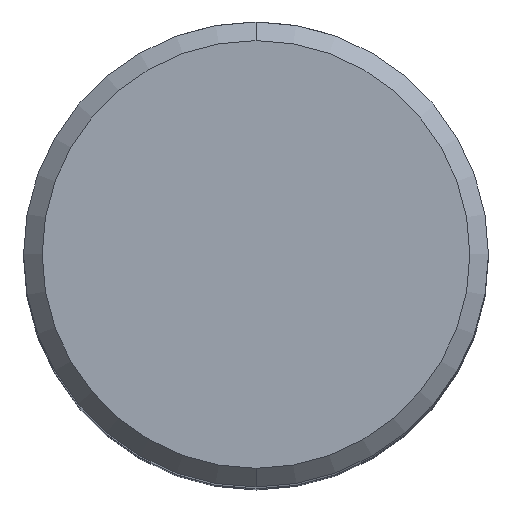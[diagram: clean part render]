
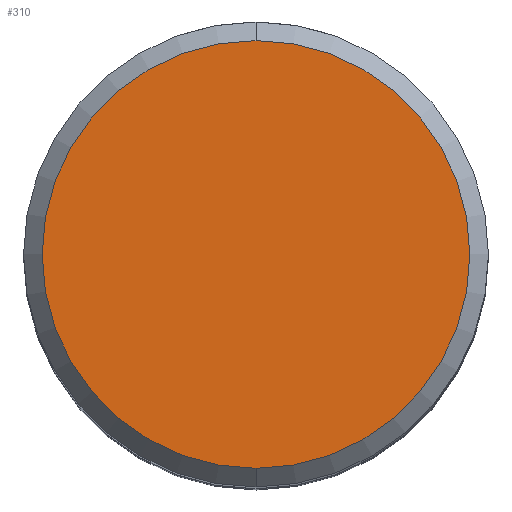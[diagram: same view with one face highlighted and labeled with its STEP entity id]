
A CAD part, top view. The second image highlights one B-rep face of the part: STEP entity #310.
In plain terms, the highlighted planar face has unit normal (0, 0, 1).
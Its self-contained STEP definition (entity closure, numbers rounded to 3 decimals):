
#304=EDGE_CURVE('',#492,#368,#682,.T.);
#310=ADVANCED_FACE('',(#688),#689,.T.);
#368=VERTEX_POINT('',#753);
#476=EDGE_CURVE('',#368,#492,#872,.T.);
#492=VERTEX_POINT('',#892);
#682=CIRCLE('',#1207,11.5);
#688=FACE_OUTER_BOUND('',#1215,.T.);
#689=PLANE('',#1216);
#753=CARTESIAN_POINT('',(0.0,11.5,0.0));
#872=CIRCLE('',#1665,11.5);
#892=CARTESIAN_POINT('',(0.,-11.5,0.0));
#1207=AXIS2_PLACEMENT_3D('',#1996,#1997,#1998);
#1215=EDGE_LOOP('',(#2006,#2007));
#1216=AXIS2_PLACEMENT_3D('',#2008,#2009,#2010);
#1665=AXIS2_PLACEMENT_3D('',#2201,#2202,#2203);
#1996=CARTESIAN_POINT('',(0.0,0.0,0.0));
#1997=DIRECTION('',(0.0,0.0,-1.0));
#1998=DIRECTION('',(0.0,1.0,0.0));
#2006=ORIENTED_EDGE('',*,*,#476,.F.);
#2007=ORIENTED_EDGE('',*,*,#304,.F.);
#2008=CARTESIAN_POINT('',(0.0,5.75,0.0));
#2009=DIRECTION('',(-0.0,0.0,1.0));
#2010=DIRECTION('',(0.0,-1.0,0.0));
#2201=CARTESIAN_POINT('',(0.0,0.0,0.0));
#2202=DIRECTION('',(0.0,0.0,-1.0));
#2203=DIRECTION('',(0.0,1.0,0.0));
